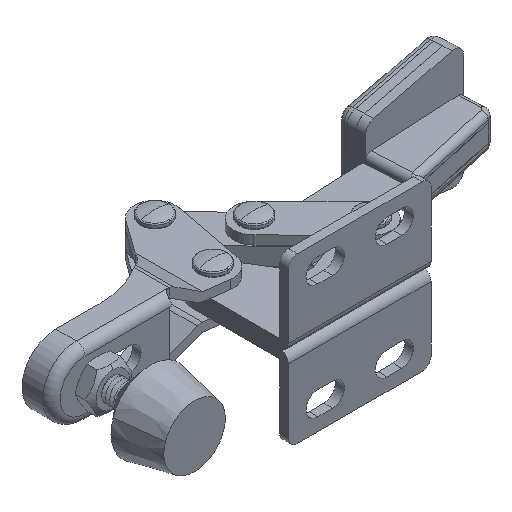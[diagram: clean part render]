
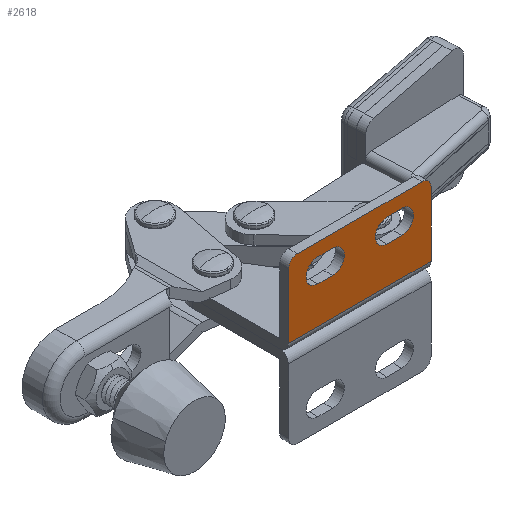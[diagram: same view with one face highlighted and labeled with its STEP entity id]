
A CAD part, isometric view. The second image highlights one B-rep face of the part: STEP entity #2618.
In plain terms, the highlighted planar face has unit normal (0, -1, 0).
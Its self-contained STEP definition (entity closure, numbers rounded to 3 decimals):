
#64 = AXIS2_PLACEMENT_3D ( 'NONE', #110, #109, #108 ) ;
#96 = DIRECTION ( 'NONE',  ( 0., 0., -1. ) ) ;
#97 = DIRECTION ( 'NONE',  ( 0., -1., 0. ) ) ;
#100 = DIRECTION ( 'NONE',  ( -1., 0., 0. ) ) ;
#101 = VECTOR ( 'NONE', #100, 1000. ) ;
#102 = CARTESIAN_POINT ( 'NONE',  ( 22.8, 0., 14. ) ) ;
#103 = CIRCLE ( 'NONE', #145, 2. ) ;
#104 = CIRCLE ( 'NONE', #107, 1.5 ) ;
#105 = CARTESIAN_POINT ( 'NONE',  ( 19.3, 0., 7.8 ) ) ;
#106 = CARTESIAN_POINT ( 'NONE',  ( 16.8, 0., 7.8 ) ) ;
#107 = AXIS2_PLACEMENT_3D ( 'NONE', #113, #97, #96 ) ;
#108 = DIRECTION ( 'NONE',  ( 0., 0., -1. ) ) ;
#109 = DIRECTION ( 'NONE',  ( 0., -1., 0. ) ) ;
#110 = CARTESIAN_POINT ( 'NONE',  ( 19.3, 0., 9.8 ) ) ;
#111 = CARTESIAN_POINT ( 'NONE',  ( 19.3, 0., 11.8 ) ) ;
#112 = CARTESIAN_POINT ( 'NONE',  ( 5., 0., 11.8 ) ) ;
#113 = CARTESIAN_POINT ( 'NONE',  ( 1.5, 0., 12.5 ) ) ;
#114 = DIRECTION ( 'NONE',  ( 1., 0., 0. ) ) ;
#115 = VECTOR ( 'NONE', #114, 1000. ) ;
#116 = CARTESIAN_POINT ( 'NONE',  ( 1.5, 0., 14. ) ) ;
#118 = DIRECTION ( 'NONE',  ( 1., 0., 0. ) ) ;
#119 = VECTOR ( 'NONE', #118, 1000. ) ;
#120 = CARTESIAN_POINT ( 'NONE',  ( 5., 0., 7.8 ) ) ;
#121 = LINE ( 'NONE', #120, #119 ) ;
#122 = CIRCLE ( 'NONE', #64, 2. ) ;
#123 = CARTESIAN_POINT ( 'NONE',  ( 7.5, 0., 11.8 ) ) ;
#124 = LINE ( 'NONE', #102, #101 ) ;
#125 = CARTESIAN_POINT ( 'NONE',  ( 19.3, 0., 7.8 ) ) ;
#126 = LINE ( 'NONE', #125, #115 ) ;
#132 = AXIS2_PLACEMENT_3D ( 'NONE', #135, #189, #188 ) ;
#135 = CARTESIAN_POINT ( 'NONE',  ( 16.8, 0., 9.8 ) ) ;
#142 = DIRECTION ( 'NONE',  ( 0., 0., 1. ) ) ;
#143 = DIRECTION ( 'NONE',  ( 0., -1., 0. ) ) ;
#144 = CARTESIAN_POINT ( 'NONE',  ( 5., 0., 9.8 ) ) ;
#145 = AXIS2_PLACEMENT_3D ( 'NONE', #144, #143, #142 ) ;
#150 = DIRECTION ( 'NONE',  ( -1., 0., 0. ) ) ;
#151 = VECTOR ( 'NONE', #150, 1000. ) ;
#152 = CARTESIAN_POINT ( 'NONE',  ( 5., 0., 11.8 ) ) ;
#153 = LINE ( 'NONE', #152, #151 ) ;
#154 = CIRCLE ( 'NONE', #132, 2. ) ;
#158 = CARTESIAN_POINT ( 'NONE',  ( 7.5, 0., 7.8 ) ) ;
#179 = CARTESIAN_POINT ( 'NONE',  ( 16.8, 0., 11.8 ) ) ;
#180 = DIRECTION ( 'NONE',  ( -1., 0., 0. ) ) ;
#181 = VECTOR ( 'NONE', #180, 1000. ) ;
#182 = CARTESIAN_POINT ( 'NONE',  ( 19.3, 0., 11.8 ) ) ;
#185 = LINE ( 'NONE', #182, #181 ) ;
#188 = DIRECTION ( 'NONE',  ( 0., 0., -1. ) ) ;
#189 = DIRECTION ( 'NONE',  ( 0., -1., 0. ) ) ;
#2578 = VERTEX_POINT ( 'NONE', #38238 ) ;
#2598 = ORIENTED_EDGE ( 'NONE', *, *, #2624, .T. ) ;
#2600 = EDGE_CURVE ( 'NONE', #2605, #2612, #38267, .T. ) ;
#2605 = VERTEX_POINT ( 'NONE', #38270 ) ;
#2606 = EDGE_CURVE ( 'NONE', #2610, #2578, #38302, .T. ) ;
#2607 = EDGE_LOOP ( 'NONE', ( #2617, #2598, #2614, #2777, #2616, #2771 ) ) ;
#2610 = VERTEX_POINT ( 'NONE', #38252 ) ;
#2612 = VERTEX_POINT ( 'NONE', #38241 ) ;
#2613 = VERTEX_POINT ( 'NONE', #38303 ) ;
#2614 = ORIENTED_EDGE ( 'NONE', *, *, #2600, .F. ) ;
#2615 = EDGE_CURVE ( 'NONE', #2605, #2613, #38257, .T. ) ;
#2616 = ORIENTED_EDGE ( 'NONE', *, *, #2778, .T. ) ;
#2617 = ORIENTED_EDGE ( 'NONE', *, *, #2606, .T. ) ;
#2618 = ADVANCED_FACE ( 'NONE', ( #38291, #38289, #38288 ), #38298, .F. ) ;
#2619 = ORIENTED_EDGE ( 'NONE', *, *, #2783, .F. ) ;
#2621 = VERTEX_POINT ( 'NONE', #38290 ) ;
#2624 = EDGE_CURVE ( 'NONE', #2578, #2612, #38277, .T. ) ;
#2625 = EDGE_CURVE ( 'NONE', #2781, #2765, #36197, .T. ) ;
#2762 = ORIENTED_EDGE ( 'NONE', *, *, #2625, .F. ) ;
#2763 = EDGE_CURVE ( 'NONE', #2621, #2781, #121, .T. ) ;
#2764 = EDGE_LOOP ( 'NONE', ( #2762, #2787, #2784, #2619 ) ) ;
#2765 = VERTEX_POINT ( 'NONE', #123 ) ;
#2766 = ORIENTED_EDGE ( 'NONE', *, *, #2769, .F. ) ;
#2768 = EDGE_CURVE ( 'NONE', #2782, #2774, #126, .T. ) ;
#2769 = EDGE_CURVE ( 'NONE', #2774, #2773, #122, .T. ) ;
#2770 = VERTEX_POINT ( 'NONE', #112 ) ;
#2771 = ORIENTED_EDGE ( 'NONE', *, *, #2779, .T. ) ;
#2772 = ORIENTED_EDGE ( 'NONE', *, *, #2797, .F. ) ;
#2773 = VERTEX_POINT ( 'NONE', #111 ) ;
#2774 = VERTEX_POINT ( 'NONE', #105 ) ;
#2775 = ORIENTED_EDGE ( 'NONE', *, *, #2768, .F. ) ;
#2776 = VERTEX_POINT ( 'NONE', #116 ) ;
#2777 = ORIENTED_EDGE ( 'NONE', *, *, #2615, .T. ) ;
#2778 = EDGE_CURVE ( 'NONE', #2613, #2776, #124, .T. ) ;
#2779 = EDGE_CURVE ( 'NONE', #2776, #2610, #104, .T. ) ;
#2781 = VERTEX_POINT ( 'NONE', #158 ) ;
#2782 = VERTEX_POINT ( 'NONE', #106 ) ;
#2783 = EDGE_CURVE ( 'NONE', #2765, #2770, #153, .T. ) ;
#2784 = ORIENTED_EDGE ( 'NONE', *, *, #2785, .F. ) ;
#2785 = EDGE_CURVE ( 'NONE', #2770, #2621, #103, .T. ) ;
#2786 = EDGE_LOOP ( 'NONE', ( #2766, #2775, #2789, #2772 ) ) ;
#2787 = ORIENTED_EDGE ( 'NONE', *, *, #2763, .F. ) ;
#2789 = ORIENTED_EDGE ( 'NONE', *, *, #2795, .F. ) ;
#2795 = EDGE_CURVE ( 'NONE', #2799, #2782, #154, .T. ) ;
#2797 = EDGE_CURVE ( 'NONE', #2773, #2799, #185, .T. ) ;
#2799 = VERTEX_POINT ( 'NONE', #179 ) ;
#35644 = DIRECTION ( 'NONE',  ( 1., 0., 0. ) ) ;
#36192 = AXIS2_PLACEMENT_3D ( 'NONE', #37031, #36974, #36843 ) ;
#36197 = CIRCLE ( 'NONE', #36192, 2. ) ;
#36843 = DIRECTION ( 'NONE',  ( 0., 0., 1. ) ) ;
#36974 = DIRECTION ( 'NONE',  ( 0., -1., 0. ) ) ;
#37031 = CARTESIAN_POINT ( 'NONE',  ( 7.5, 0., 9.8 ) ) ;
#38238 = CARTESIAN_POINT ( 'NONE',  ( 0., 0., 1.5 ) ) ;
#38241 = CARTESIAN_POINT ( 'NONE',  ( 24.3, 0., 1.5 ) ) ;
#38249 = DIRECTION ( 'NONE',  ( 0., 0., -1. ) ) ;
#38250 = VECTOR ( 'NONE', #38249, 1000. ) ;
#38251 = CARTESIAN_POINT ( 'NONE',  ( 24.3, 0., 1.5 ) ) ;
#38252 = CARTESIAN_POINT ( 'NONE',  ( 0., 0., 12.5 ) ) ;
#38257 = CIRCLE ( 'NONE', #38287, 1.5 ) ;
#38267 = LINE ( 'NONE', #38251, #38250 ) ;
#38270 = CARTESIAN_POINT ( 'NONE',  ( 24.3, 0., 12.5 ) ) ;
#38275 = VECTOR ( 'NONE', #35644, 1000. ) ;
#38276 = CARTESIAN_POINT ( 'NONE',  ( 0., 0., 1.5 ) ) ;
#38277 = LINE ( 'NONE', #38276, #38275 ) ;
#38278 = DIRECTION ( 'NONE',  ( 0., 0., 1. ) ) ;
#38284 = DIRECTION ( 'NONE',  ( 0., 0., -1. ) ) ;
#38285 = DIRECTION ( 'NONE',  ( 0., -1., 0. ) ) ;
#38286 = CARTESIAN_POINT ( 'NONE',  ( 22.8, 0., 12.5 ) ) ;
#38287 = AXIS2_PLACEMENT_3D ( 'NONE', #38286, #38285, #38284 ) ;
#38288 = FACE_BOUND ( 'NONE', #2786, .T. ) ;
#38289 = FACE_BOUND ( 'NONE', #2764, .T. ) ;
#38290 = CARTESIAN_POINT ( 'NONE',  ( 5., 0., 7.8 ) ) ;
#38291 = FACE_OUTER_BOUND ( 'NONE', #2607, .T. ) ;
#38298 = PLANE ( 'NONE',  #38306 ) ;
#38299 = DIRECTION ( 'NONE',  ( 0., 0., -1. ) ) ;
#38300 = VECTOR ( 'NONE', #38299, 1000. ) ;
#38301 = CARTESIAN_POINT ( 'NONE',  ( 0., 0., 1.5 ) ) ;
#38302 = LINE ( 'NONE', #38301, #38300 ) ;
#38303 = CARTESIAN_POINT ( 'NONE',  ( 22.8, 0., 14. ) ) ;
#38304 = DIRECTION ( 'NONE',  ( 0., 1., 0. ) ) ;
#38305 = CARTESIAN_POINT ( 'NONE',  ( 0., 0., 1.5 ) ) ;
#38306 = AXIS2_PLACEMENT_3D ( 'NONE', #38305, #38304, #38278 ) ;
